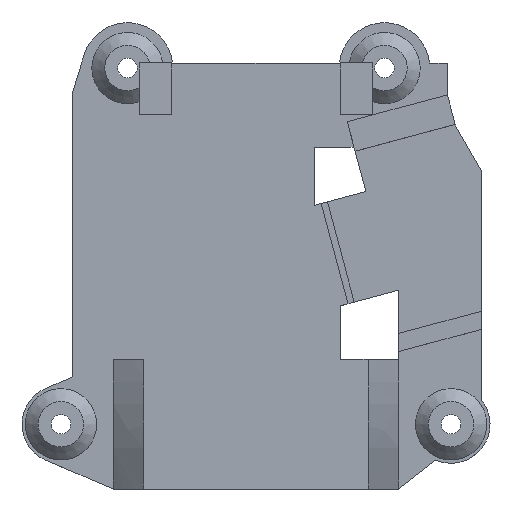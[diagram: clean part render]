
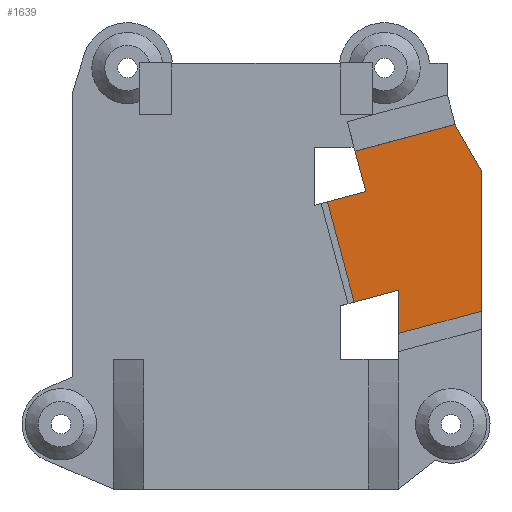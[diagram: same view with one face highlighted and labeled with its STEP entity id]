
A CAD part, top view. The second image highlights one B-rep face of the part: STEP entity #1639.
In plain terms, the highlighted planar face has unit normal (0, 0, 1).
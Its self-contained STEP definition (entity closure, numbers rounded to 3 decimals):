
#121=LINE('',#2447,#313);
#181=LINE('',#2575,#373);
#187=LINE('',#2587,#379);
#192=LINE('',#2597,#384);
#198=LINE('',#2609,#390);
#199=LINE('',#2611,#391);
#200=LINE('',#2613,#392);
#201=LINE('',#2614,#393);
#202=LINE('',#2616,#394);
#203=LINE('',#2617,#395);
#313=VECTOR('',#1964,10.);
#373=VECTOR('',#2082,10.);
#379=VECTOR('',#2094,10.);
#384=VECTOR('',#2103,10.);
#390=VECTOR('',#2115,10.);
#391=VECTOR('',#2116,10.);
#392=VECTOR('',#2117,10.);
#393=VECTOR('',#2118,10.);
#394=VECTOR('',#2119,10.);
#395=VECTOR('',#2120,10.);
#480=PLANE('',#1753);
#560=FACE_OUTER_BOUND('',#653,.T.);
#653=EDGE_LOOP('',(#1402,#1403,#1404,#1405,#1406,#1407,#1408,#1409,#1410,
#1411));
#806=VERTEX_POINT('',#2444);
#807=VERTEX_POINT('',#2446);
#845=VERTEX_POINT('',#2572);
#846=VERTEX_POINT('',#2574);
#849=VERTEX_POINT('',#2586);
#852=VERTEX_POINT('',#2596);
#855=VERTEX_POINT('',#2608);
#856=VERTEX_POINT('',#2610);
#857=VERTEX_POINT('',#2612);
#858=VERTEX_POINT('',#2615);
#979=EDGE_CURVE('',#807,#806,#121,.T.);
#1041=EDGE_CURVE('',#846,#845,#181,.T.);
#1047=EDGE_CURVE('',#849,#846,#187,.T.);
#1052=EDGE_CURVE('',#852,#807,#192,.T.);
#1058=EDGE_CURVE('',#845,#855,#198,.T.);
#1059=EDGE_CURVE('',#855,#856,#199,.T.);
#1060=EDGE_CURVE('',#856,#857,#200,.T.);
#1061=EDGE_CURVE('',#857,#852,#201,.T.);
#1062=EDGE_CURVE('',#806,#858,#202,.T.);
#1063=EDGE_CURVE('',#858,#849,#203,.T.);
#1402=ORIENTED_EDGE('',*,*,#1041,.T.);
#1403=ORIENTED_EDGE('',*,*,#1058,.T.);
#1404=ORIENTED_EDGE('',*,*,#1059,.T.);
#1405=ORIENTED_EDGE('',*,*,#1060,.T.);
#1406=ORIENTED_EDGE('',*,*,#1061,.T.);
#1407=ORIENTED_EDGE('',*,*,#1052,.T.);
#1408=ORIENTED_EDGE('',*,*,#979,.T.);
#1409=ORIENTED_EDGE('',*,*,#1062,.T.);
#1410=ORIENTED_EDGE('',*,*,#1063,.T.);
#1411=ORIENTED_EDGE('',*,*,#1047,.T.);
#1639=ADVANCED_FACE('',(#560),#480,.T.);
#1753=AXIS2_PLACEMENT_3D('',#2607,#2113,#2114);
#1964=DIRECTION('',(0.,1.,0.));
#2082=DIRECTION('',(0.259,-0.966,0.));
#2094=DIRECTION('',(-0.966,-0.259,0.));
#2103=DIRECTION('',(0.966,0.259,0.));
#2113=DIRECTION('center_axis',(0.,0.,1.));
#2114=DIRECTION('ref_axis',(1.,0.,0.));
#2115=DIRECTION('',(-0.966,-0.259,0.));
#2116=DIRECTION('',(0.259,-0.966,0.));
#2117=DIRECTION('',(0.966,0.259,0.));
#2118=DIRECTION('',(0.,-1.,0.));
#2119=DIRECTION('',(-0.5,0.866,0.));
#2120=DIRECTION('',(-0.259,0.966,0.));
#2444=CARTESIAN_POINT('',(17.376,8.159,0.));
#2446=CARTESIAN_POINT('',(17.376,-2.711,0.));
#2447=CARTESIAN_POINT('',(17.376,8.159,0.));
#2572=CARTESIAN_POINT('',(8.477,6.526,0.));
#2574=CARTESIAN_POINT('',(7.642,9.641,0.));
#2575=CARTESIAN_POINT('',(7.681,9.496,0.));
#2586=CARTESIAN_POINT('',(15.37,11.711,0.));
#2587=CARTESIAN_POINT('',(1.444,7.98,0.));
#2596=CARTESIAN_POINT('',(11.,-4.419,0.));
#2597=CARTESIAN_POINT('',(8.2,-5.169,0.));
#2607=CARTESIAN_POINT('Origin',(0.,-11.427,
0.));
#2608=CARTESIAN_POINT('',(5.507,5.73,0.));
#2609=CARTESIAN_POINT('',(5.507,5.73,0.));
#2610=CARTESIAN_POINT('',(7.577,-1.998,0.));
#2611=CARTESIAN_POINT('',(8.502,-5.449,0.));
#2612=CARTESIAN_POINT('',(11.,-1.08,0.));
#2613=CARTESIAN_POINT('',(7.577,-1.998,0.));
#2614=CARTESIAN_POINT('',(11.,-6.427,0.));
#2615=CARTESIAN_POINT('',(15.408,11.567,0.));
#2616=CARTESIAN_POINT('',(15.408,11.567,0.));
#2617=CARTESIAN_POINT('',(17.767,2.766,0.));
